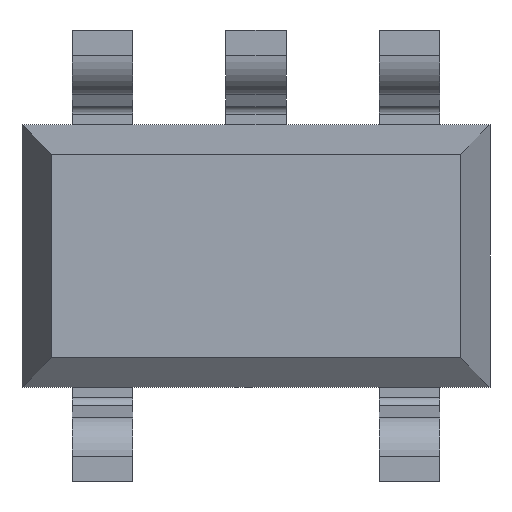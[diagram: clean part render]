
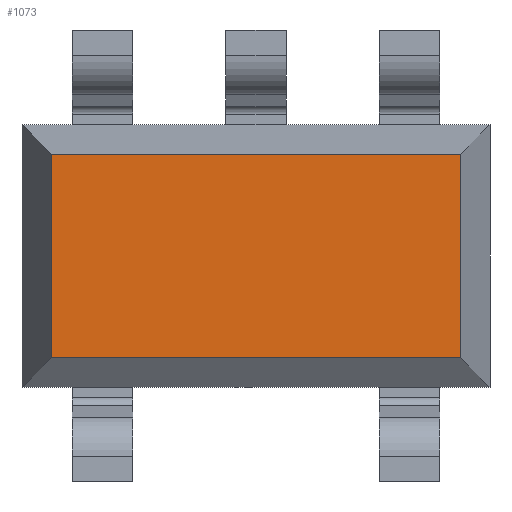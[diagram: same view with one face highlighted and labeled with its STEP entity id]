
A CAD part, front view. The second image highlights one B-rep face of the part: STEP entity #1073.
In plain terms, the highlighted planar face has unit normal (0, -1, 0).
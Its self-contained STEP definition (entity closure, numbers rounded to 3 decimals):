
#28=DIRECTION ( 'NONE',  ( 0., 1., 0. ) );
#91=DIRECTION ( 'NONE',  ( 0., 0., -1. ) );
#114=VECTOR ( 'NONE', #623, 1000. );
#199=CARTESIAN_POINT ( 'NONE',  ( -1.268, -0.5, -0.631 ) );
#213=CARTESIAN_POINT ( 'NONE',  ( 0., -0.5, 0.631 ) );
#231=DIRECTION ( 'NONE',  ( 0., 0., 1. ) );
#321=CARTESIAN_POINT ( 'NONE',  ( -1.268, -0.5, 0.631 ) );
#341=DIRECTION ( 'NONE',  ( 0., 0., 1. ) );
#356=FACE_OUTER_BOUND ( 'NONE', #562, .T. );
#515=VECTOR ( 'NONE', #91, 1000. );
#562=EDGE_LOOP ( 'NONE', ( #1122, #919, #1204, #1663 ) );
#598=VECTOR ( 'NONE', #231, 1000. );
#614=CARTESIAN_POINT ( 'NONE',  ( 0., -0.5, 0. ) );
#618=CARTESIAN_POINT ( 'NONE',  ( 1.268, -0.5, 0. ) );
#623=DIRECTION ( 'NONE',  ( -1., 0., 0. ) );
#653=CARTESIAN_POINT ( 'NONE',  ( 1.268, -0.5, 0.631 ) );
#662=CARTESIAN_POINT ( 'NONE',  ( 1.268, -0.5, -0.631 ) );
#690=VERTEX_POINT ( 'NONE', #653 );
#704=LINE ( 'NONE', #1230, #114 );
#722=LINE ( 'NONE', #1666, #598 );
#723=EDGE_CURVE ( 'NONE', #1429, #690, #1131, .T. );
#788=LINE ( 'NONE', #618, #515 );
#919=ORIENTED_EDGE ( 'NONE', *, *, #1189, .F. );
#1073=ADVANCED_FACE ( 'NONE', ( #356 ), #1141, .F. );
#1122=ORIENTED_EDGE ( 'NONE', *, *, #1571, .F. );
#1131=LINE ( 'NONE', #213, #1172 );
#1141=PLANE ( 'NONE',  #1151 );
#1151=AXIS2_PLACEMENT_3D ( 'NONE', #614, #28, #341 );
#1172=VECTOR ( 'NONE', #1287, 1000. );
#1189=EDGE_CURVE ( 'NONE', #1578, #1460, #704, .T. );
#1204=ORIENTED_EDGE ( 'NONE', *, *, #1447, .F. );
#1230=CARTESIAN_POINT ( 'NONE',  ( 0., -0.5, -0.631 ) );
#1287=DIRECTION ( 'NONE',  ( 1., 0., 0. ) );
#1429=VERTEX_POINT ( 'NONE', #321 );
#1447=EDGE_CURVE ( 'NONE', #690, #1578, #788, .T. );
#1460=VERTEX_POINT ( 'NONE', #199 );
#1571=EDGE_CURVE ( 'NONE', #1460, #1429, #722, .T. );
#1578=VERTEX_POINT ( 'NONE', #662 );
#1663=ORIENTED_EDGE ( 'NONE', *, *, #723, .F. );
#1666=CARTESIAN_POINT ( 'NONE',  ( -1.268, -0.5, 0. ) );
